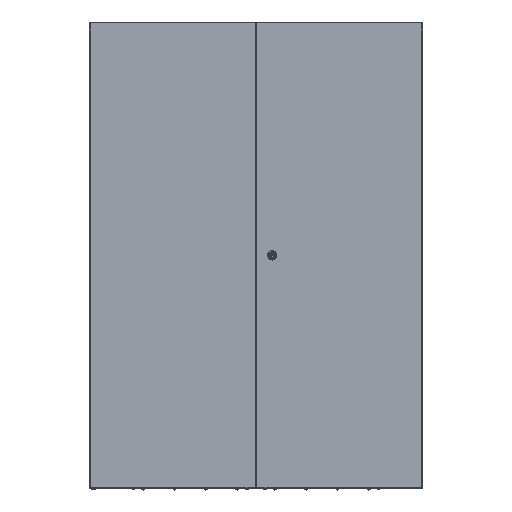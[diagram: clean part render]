
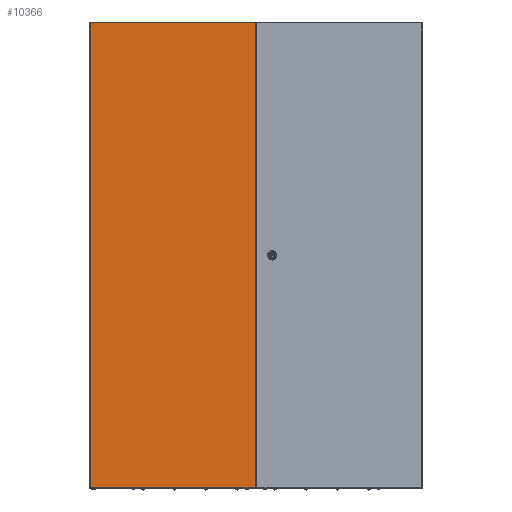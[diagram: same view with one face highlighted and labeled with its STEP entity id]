
A CAD part, top view. The second image highlights one B-rep face of the part: STEP entity #10366.
In plain terms, the highlighted planar face has unit normal (0, 0, 1).
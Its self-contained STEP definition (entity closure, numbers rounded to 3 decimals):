
#2934 = CARTESIAN_POINT ( 'NONE',  ( 497.13, 1397., 17.5 ) ) ;
#3880 = CARTESIAN_POINT ( 'NONE',  ( 2.63, 1397., 17.5 ) ) ;
#8061 = VERTEX_POINT ( 'NONE', #12532 ) ;
#8624 = ORIENTED_EDGE ( 'NONE', *, *, #69504, .T. ) ;
#9063 = AXIS2_PLACEMENT_3D ( 'NONE', #30675, #55877, #88788 ) ;
#10366 = ADVANCED_FACE ( 'NONE', ( #62362 ), #22633, .T. ) ;
#12532 = CARTESIAN_POINT ( 'NONE',  ( 497.13, 3., 17.5 ) ) ;
#22633 = PLANE ( 'NONE',  #9063 ) ;
#25775 = EDGE_CURVE ( 'NONE', #89487, #54410, #40863, .T. ) ;
#26142 = ORIENTED_EDGE ( 'NONE', *, *, #25775, .T. ) ;
#29020 = CARTESIAN_POINT ( 'NONE',  ( 2.63, 3., 17.5 ) ) ;
#30675 = CARTESIAN_POINT ( 'NONE',  ( 0., 0., 17.5 ) ) ;
#31539 = VECTOR ( 'NONE', #101487, 1000. ) ;
#33362 = DIRECTION ( 'NONE',  ( 0., -1., 0. ) ) ;
#39304 = LINE ( 'NONE', #56453, #103060 ) ;
#40863 = LINE ( 'NONE', #48901, #59747 ) ;
#43864 = LINE ( 'NONE', #50857, #31539 ) ;
#48901 = CARTESIAN_POINT ( 'NONE',  ( 2.63, 1397., 17.5 ) ) ;
#50857 = CARTESIAN_POINT ( 'NONE',  ( 2.63, 3., 17.5 ) ) ;
#51597 = ORIENTED_EDGE ( 'NONE', *, *, #80171, .T. ) ;
#53282 = DIRECTION ( 'NONE',  ( -1., 0., 0. ) ) ;
#54410 = VERTEX_POINT ( 'NONE', #29020 ) ;
#54707 = EDGE_LOOP ( 'NONE', ( #26142, #51597, #105119, #8624 ) ) ;
#55877 = DIRECTION ( 'NONE',  ( 0., 0., 1. ) ) ;
#55932 = DIRECTION ( 'NONE',  ( 0., 1., 0. ) ) ;
#56453 = CARTESIAN_POINT ( 'NONE',  ( 497.13, 1397., 17.5 ) ) ;
#58638 = VERTEX_POINT ( 'NONE', #2934 ) ;
#59747 = VECTOR ( 'NONE', #33362, 1000. ) ;
#62362 = FACE_OUTER_BOUND ( 'NONE', #54707, .T. ) ;
#69504 = EDGE_CURVE ( 'NONE', #58638, #89487, #76996, .T. ) ;
#76996 = LINE ( 'NONE', #3880, #81005 ) ;
#80171 = EDGE_CURVE ( 'NONE', #54410, #8061, #43864, .T. ) ;
#81005 = VECTOR ( 'NONE', #53282, 1000. ) ;
#87565 = EDGE_CURVE ( 'NONE', #8061, #58638, #39304, .T. ) ;
#88788 = DIRECTION ( 'NONE',  ( 1., 0., 0. ) ) ;
#89487 = VERTEX_POINT ( 'NONE', #105917 ) ;
#101487 = DIRECTION ( 'NONE',  ( 1., 0., 0. ) ) ;
#103060 = VECTOR ( 'NONE', #55932, 1000. ) ;
#105119 = ORIENTED_EDGE ( 'NONE', *, *, #87565, .T. ) ;
#105917 = CARTESIAN_POINT ( 'NONE',  ( 2.63, 1397., 17.5 ) ) ;
